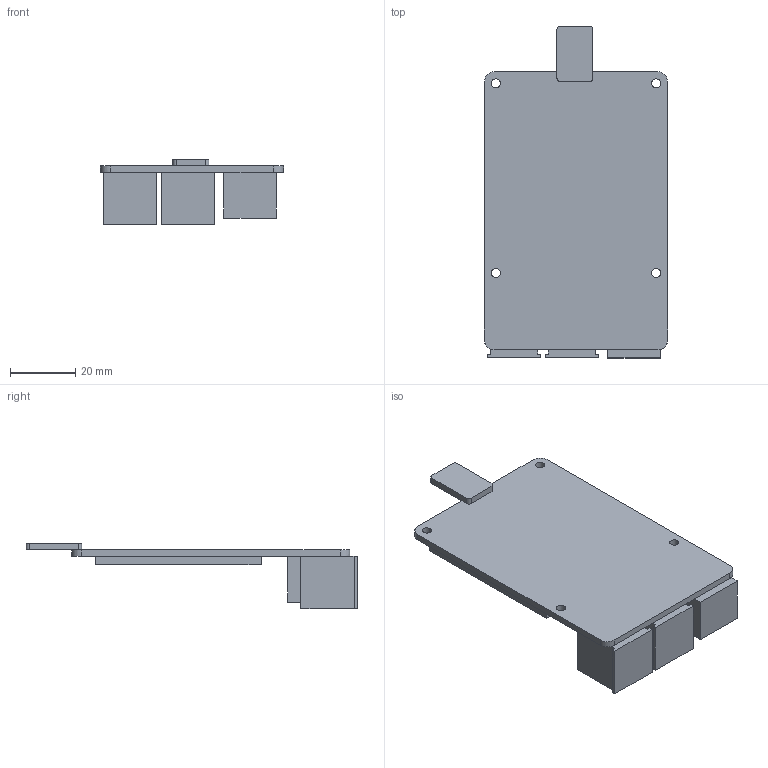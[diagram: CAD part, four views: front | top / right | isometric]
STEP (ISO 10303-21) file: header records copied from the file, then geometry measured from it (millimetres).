
FILE_DESCRIPTION(('FreeCAD Model'),'2;1');
FILE_NAME('Open CASCADE Shape Model','2023-05-29T09:08:28',('Author'),( ''),'Open CASCADE STEP processor 7.6','FreeCAD','Unknown');
FILE_SCHEMA(('AUTOMOTIVE_DESIGN { 1 0 10303 214 1 1 1 1 }'));
Length unit declared in the file: millimetre
Products named in the file (1): Body
Bounding box: 56 x 101.47 x 20 mm (x, y, z)
Volume: 23251.1 mm3; surface area: 14192.6 mm2
Topology: 1 solids, 1 shells, 55 faces, 148 edges, 96 vertices
Faces by surface type: plane 43, cylinder 12
Full cylindrical faces by diameter (mm): 2.75 x4
Entity records: 3666 total; most frequent: CARTESIAN_POINT 596, DIRECTION 582, LINE 392, VECTOR 392, ORIENTED_EDGE 296, PCURVE 296, DEFINITIONAL_REPRESENTATION 296, EDGE_CURVE 148
